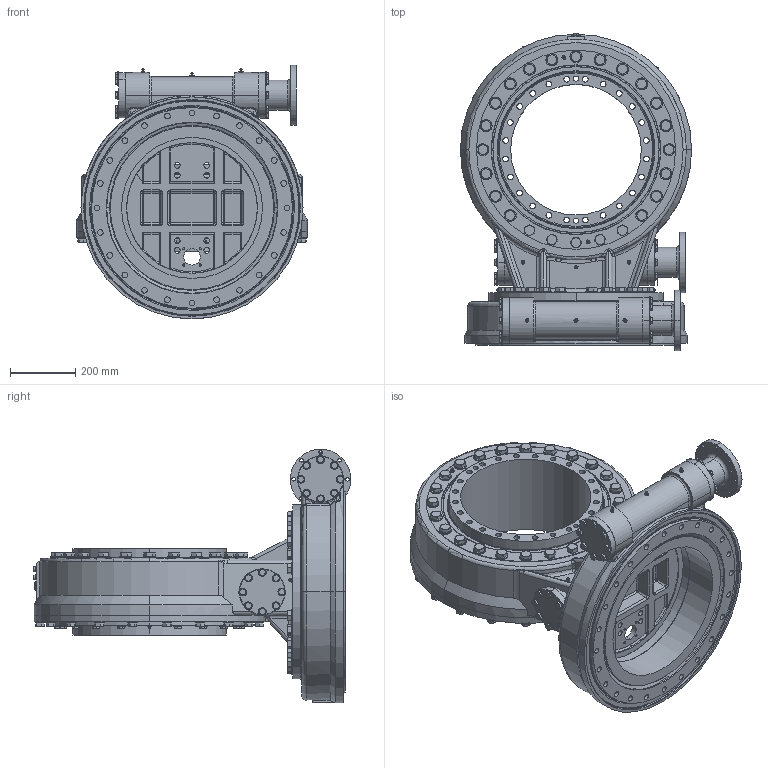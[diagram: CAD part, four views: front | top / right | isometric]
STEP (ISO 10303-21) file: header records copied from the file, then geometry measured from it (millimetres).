
FILE_DESCRIPTION (( 'STEP AP214' ), '1' );
FILE_NAME ('DAD6-A0-LM - Assembly-SH.STEP', '2018-04-16T10:02:57', ( '' ), ( '' ), 'SwSTEP 2.0', 'SolidWorks 2016', '' );
FILE_SCHEMA (( 'AUTOMOTIVE_DESIGN' ));
Length unit declared in the file: millimetre
Products named in the file (1): DAD6-A0-LM - Assembly-SH
Bounding box: 708 x 972.6 x 777.5 mm (x, y, z)
Surface area: 4210877.8 mm2 (no closed solid volume)
Topology: 0 solids, 295 shells, 2578 faces, 8521 edges, 5878 vertices
Faces by surface type: plane 1124, cylinder 700, cone 533, torus 139, bspline 45, sphere 37
Entity records: 131278 total; most frequent: CARTESIAN_POINT 30875, DIRECTION 15320, ORIENTED_EDGE 12836, EDGE_CURVE 8473, AXIS2_PLACEMENT_3D 6061, VERTEX_POINT 5870, CIRCLE 3527, EDGE_LOOP 3216
